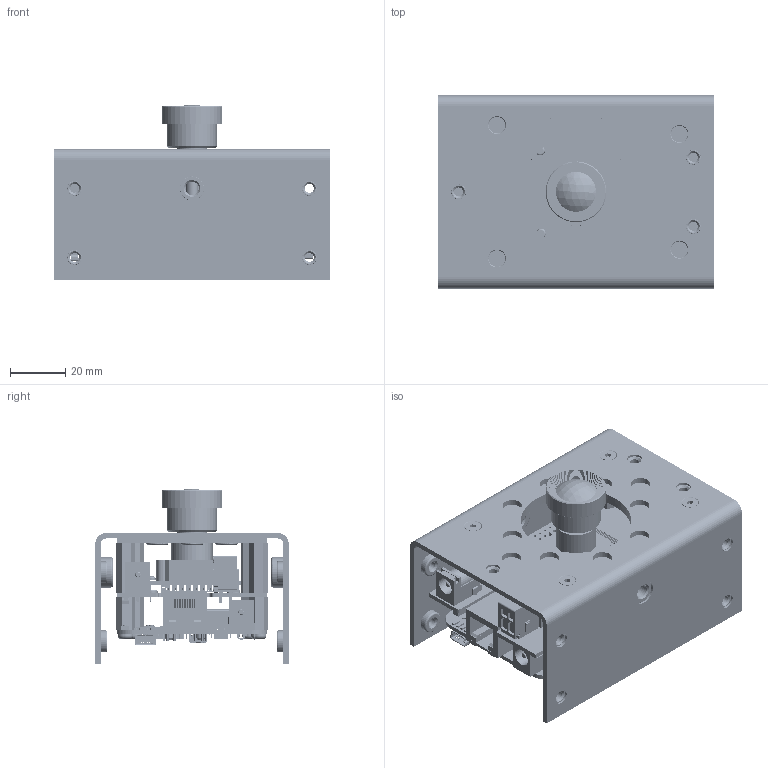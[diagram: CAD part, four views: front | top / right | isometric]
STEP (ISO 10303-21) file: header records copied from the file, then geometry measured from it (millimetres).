
FILE_DESCRIPTION (( 'STEP AP203' ), '1' );
FILE_NAME ('DME 660_assembly_vereinfachte Darstellung.STEP', '2016-01-15T12:04:46', ( 'Hanspeter Keller' ), ( '' ), 'SwSTEP 2.0', 'SolidWorks 2009', '' );
FILE_SCHEMA (( 'CONFIG_CONTROL_DESIGN' ));
Length unit declared in the file: millimetre
Products named in the file (1): DME 660_assembly_vereinfachte Darstellung
Bounding box: 100 x 70 x 63.39 mm (x, y, z)
Surface area: 84248.1 mm2 (no closed solid volume)
Topology: 0 solids, 569 shells, 5102 faces, 18151 edges, 13693 vertices
Faces by surface type: plane 2958, cylinder 1611, cone 252, bspline 173, torus 106, sphere 2
Entity records: 207578 total; most frequent: CARTESIAN_POINT 53385, DIRECTION 30357, ORIENTED_EDGE 29930, EDGE_CURVE 18139, VERTEX_POINT 13693, LINE 12335, VECTOR 12335, AXIS2_PLACEMENT_3D 9011
